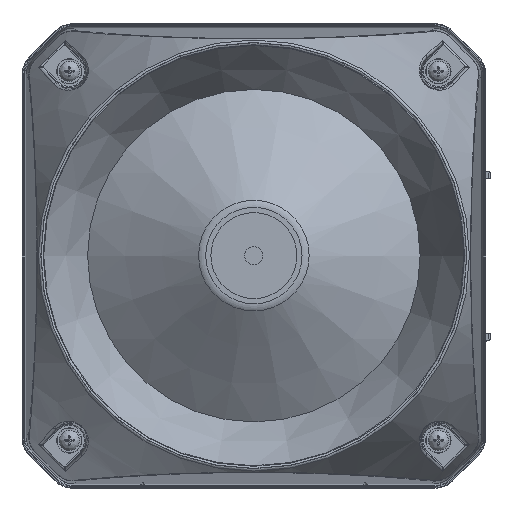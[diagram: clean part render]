
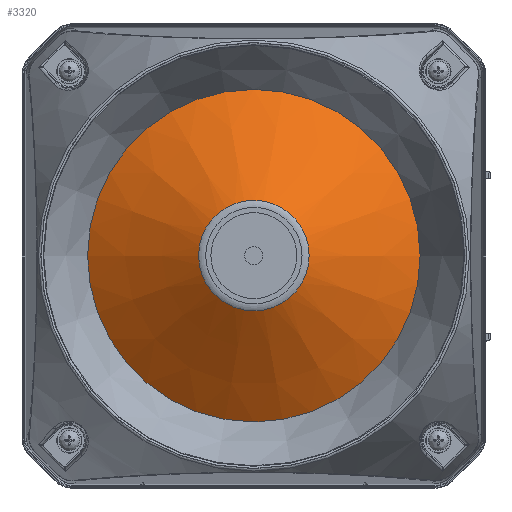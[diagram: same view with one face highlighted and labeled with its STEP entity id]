
A CAD part, top view. The second image highlights one B-rep face of the part: STEP entity #3320.
In plain terms, the highlighted conical face has half-angle 56 degrees and reference radius 20.594 mm.
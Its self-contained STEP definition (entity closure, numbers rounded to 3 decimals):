
#330=CONICAL_SURFACE('',#20429,20.594,56.);
#778=FACE_BOUND('',#6018,.T.);
#779=FACE_BOUND('',#6019,.T.);
#1719=CIRCLE('',#20427,21.861);
#1720=CIRCLE('',#20428,65.762);
#3320=ADVANCED_FACE('',(#778,#779),#330,.T.);
#6018=EDGE_LOOP('',(#12042));
#6019=EDGE_LOOP('',(#12043));
#12042=ORIENTED_EDGE('',*,*,#16278,.T.);
#12043=ORIENTED_EDGE('',*,*,#16279,.T.);
#13631=VERTEX_POINT('',#37417);
#13632=VERTEX_POINT('',#37419);
#16278=EDGE_CURVE('',#13631,#13631,#1719,.T.);
#16279=EDGE_CURVE('',#13632,#13632,#1720,.T.);
#20427=AXIS2_PLACEMENT_3D('',#37416,#25764,#25765);
#20428=AXIS2_PLACEMENT_3D('',#37418,#25766,#25767);
#20429=AXIS2_PLACEMENT_3D('',#37420,#25768,#25769);
#25764=DIRECTION('',(0.,0.,-1.));
#25765=DIRECTION('',(1.,0.,0.));
#25766=DIRECTION('',(0.,0.,1.));
#25767=DIRECTION('',(1.,0.,0.));
#25768=DIRECTION('',(0.,0.,-1.));
#25769=DIRECTION('',(-1.,0.,0.));
#37416=CARTESIAN_POINT('',(0.,0.,167.623));
#37417=CARTESIAN_POINT('',(21.861,0.,167.623));
#37418=CARTESIAN_POINT('',(0.,0.,138.012));
#37419=CARTESIAN_POINT('',(65.762,0.,138.012));
#37420=CARTESIAN_POINT('',(0.,0.,168.478));
